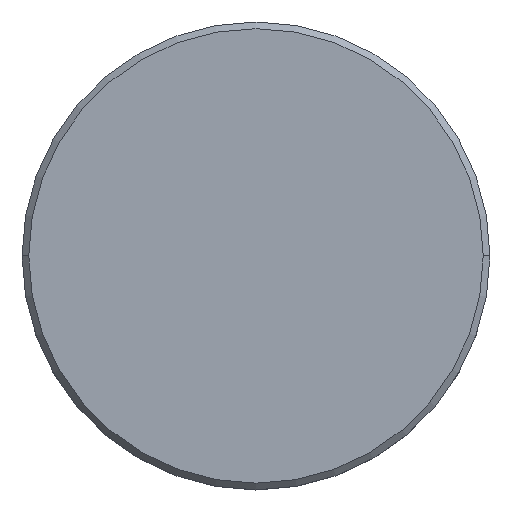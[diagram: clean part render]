
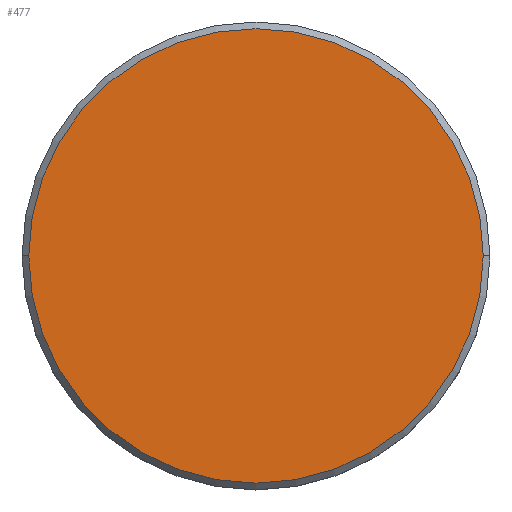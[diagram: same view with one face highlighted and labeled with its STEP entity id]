
A CAD part, top view. The second image highlights one B-rep face of the part: STEP entity #477.
In plain terms, the highlighted planar face has unit normal (0, 0, 1).
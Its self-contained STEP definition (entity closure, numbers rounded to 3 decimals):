
#16 = DIRECTION ( 'NONE',  ( 0., 0., 1. ) ) ;
#47 = CIRCLE ( 'NONE', #227, 17. ) ;
#91 = VERTEX_POINT ( 'NONE', #1131 ) ;
#93 = DIRECTION ( 'NONE',  ( 1., 0., 0. ) ) ;
#101 = CARTESIAN_POINT ( 'NONE',  ( 0., 0., 0. ) ) ;
#217 = DIRECTION ( 'NONE',  ( 0., 0., 1. ) ) ;
#227 = AXIS2_PLACEMENT_3D ( 'NONE', #101, #16, #724 ) ;
#329 = EDGE_CURVE ( 'NONE', #775, #91, #386, .T. ) ;
#386 = CIRCLE ( 'NONE', #1065, 17. ) ;
#441 = CARTESIAN_POINT ( 'NONE',  ( 17., 0., 0. ) ) ;
#454 = CARTESIAN_POINT ( 'NONE',  ( 0., 0., 0. ) ) ;
#473 = EDGE_LOOP ( 'NONE', ( #848, #810 ) ) ;
#477 = ADVANCED_FACE ( 'NONE', ( #510 ), #575, .T. ) ;
#510 = FACE_OUTER_BOUND ( 'NONE', #473, .T. ) ;
#575 = PLANE ( 'NONE',  #787 ) ;
#662 = DIRECTION ( 'NONE',  ( 1., 0., 0. ) ) ;
#724 = DIRECTION ( 'NONE',  ( 1., 0., 0. ) ) ;
#751 = CARTESIAN_POINT ( 'NONE',  ( 0., 0., 0. ) ) ;
#775 = VERTEX_POINT ( 'NONE', #441 ) ;
#787 = AXIS2_PLACEMENT_3D ( 'NONE', #751, #217, #662 ) ;
#810 = ORIENTED_EDGE ( 'NONE', *, *, #329, .T. ) ;
#827 = EDGE_CURVE ( 'NONE', #91, #775, #47, .T. ) ;
#848 = ORIENTED_EDGE ( 'NONE', *, *, #827, .T. ) ;
#1065 = AXIS2_PLACEMENT_3D ( 'NONE', #454, #1113, #93 ) ;
#1113 = DIRECTION ( 'NONE',  ( 0., 0., 1. ) ) ;
#1131 = CARTESIAN_POINT ( 'NONE',  ( -17., 0., 0. ) ) ;
